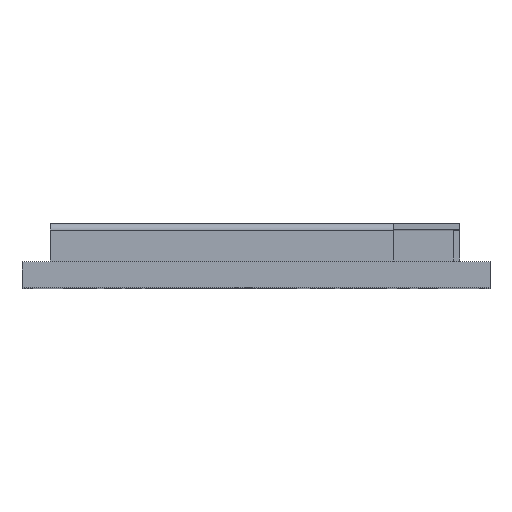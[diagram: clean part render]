
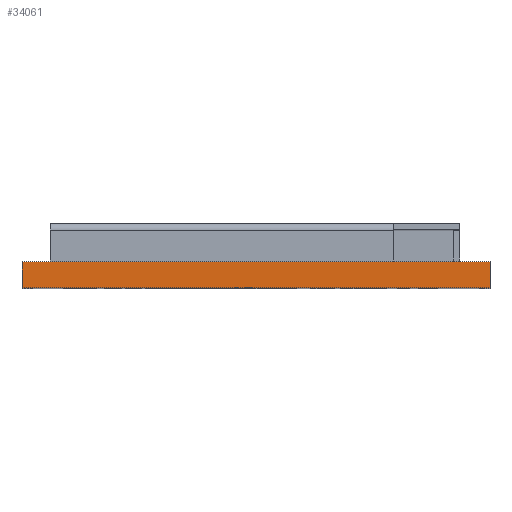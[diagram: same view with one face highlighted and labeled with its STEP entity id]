
A CAD part, top view. The second image highlights one B-rep face of the part: STEP entity #34061.
In plain terms, the highlighted planar face has unit normal (0, 0, 1).
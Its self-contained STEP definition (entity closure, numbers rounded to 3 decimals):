
#154 = PLANE('',#155);
#155 = AXIS2_PLACEMENT_3D('',#156,#157,#158);
#156 = CARTESIAN_POINT('',(-5.224,0.,-9.437));
#157 = DIRECTION('',(0.,1.,0.));
#158 = DIRECTION('',(0.,-0.,1.));
#270 = PLANE('',#271);
#271 = AXIS2_PLACEMENT_3D('',#272,#273,#274);
#272 = CARTESIAN_POINT('',(-5.224,0.8,-9.437));
#273 = DIRECTION('',(0.,1.,0.));
#274 = DIRECTION('',(0.,-0.,1.));
#17299 = PLANE('',#17300);
#17300 = AXIS2_PLACEMENT_3D('',#17301,#17302,#17303);
#17301 = CARTESIAN_POINT('',(-7.264,0.8,9.755));
#17302 = DIRECTION('',(1.,-0.,0.));
#17303 = DIRECTION('',(0.,0.,-1.));
#24201 = VERTEX_POINT('',#24202);
#24202 = CARTESIAN_POINT('',(-7.264,0.8,9.755));
#24223 = EDGE_CURVE('',#24201,#24224,#24226,.T.);
#24224 = VERTEX_POINT('',#24225);
#24225 = CARTESIAN_POINT('',(7.252,0.8,9.755));
#24226 = SURFACE_CURVE('',#24227,(#24231,#24238),.PCURVE_S1.);
#24227 = LINE('',#24228,#24229);
#24228 = CARTESIAN_POINT('',(-7.264,0.8,9.755));
#24229 = VECTOR('',#24230,1.);
#24230 = DIRECTION('',(1.,0.,0.));
#24231 = PCURVE('',#270,#24232);
#24232 = DEFINITIONAL_REPRESENTATION('',(#24233),#24237);
#24233 = LINE('',#24234,#24235);
#24234 = CARTESIAN_POINT('',(19.192,-2.04));
#24235 = VECTOR('',#24236,1.);
#24236 = DIRECTION('',(0.,1.));
#24237 = ( GEOMETRIC_REPRESENTATION_CONTEXT(2) 
PARAMETRIC_REPRESENTATION_CONTEXT() REPRESENTATION_CONTEXT('2D SPACE',''
  ) );
#24238 = PCURVE('',#24239,#24244);
#24239 = PLANE('',#24240);
#24240 = AXIS2_PLACEMENT_3D('',#24241,#24242,#24243);
#24241 = CARTESIAN_POINT('',(-7.264,0.8,9.755));
#24242 = DIRECTION('',(0.,0.,-1.));
#24243 = DIRECTION('',(-1.,0.,-0.));
#24244 = DEFINITIONAL_REPRESENTATION('',(#24245),#24249);
#24245 = LINE('',#24246,#24247);
#24246 = CARTESIAN_POINT('',(0.,0.));
#24247 = VECTOR('',#24248,1.);
#24248 = DIRECTION('',(-1.,0.));
#24249 = ( GEOMETRIC_REPRESENTATION_CONTEXT(2) 
PARAMETRIC_REPRESENTATION_CONTEXT() REPRESENTATION_CONTEXT('2D SPACE',''
  ) );
#24267 = PLANE('',#24268);
#24268 = AXIS2_PLACEMENT_3D('',#24269,#24270,#24271);
#24269 = CARTESIAN_POINT('',(7.252,0.8,9.755));
#24270 = DIRECTION('',(-1.,0.,0.));
#24271 = DIRECTION('',(0.,0.,1.));
#29169 = VERTEX_POINT('',#29170);
#29170 = CARTESIAN_POINT('',(7.252,0.,9.755));
#29191 = EDGE_CURVE('',#29192,#29169,#29194,.T.);
#29192 = VERTEX_POINT('',#29193);
#29193 = CARTESIAN_POINT('',(-7.264,0.,9.755));
#29194 = SURFACE_CURVE('',#29195,(#29199,#29206),.PCURVE_S1.);
#29195 = LINE('',#29196,#29197);
#29196 = CARTESIAN_POINT('',(-7.264,0.,9.755));
#29197 = VECTOR('',#29198,1.);
#29198 = DIRECTION('',(1.,0.,0.));
#29199 = PCURVE('',#154,#29200);
#29200 = DEFINITIONAL_REPRESENTATION('',(#29201),#29205);
#29201 = LINE('',#29202,#29203);
#29202 = CARTESIAN_POINT('',(19.192,-2.04));
#29203 = VECTOR('',#29204,1.);
#29204 = DIRECTION('',(0.,1.));
#29205 = ( GEOMETRIC_REPRESENTATION_CONTEXT(2) 
PARAMETRIC_REPRESENTATION_CONTEXT() REPRESENTATION_CONTEXT('2D SPACE',''
  ) );
#29206 = PCURVE('',#24239,#29207);
#29207 = DEFINITIONAL_REPRESENTATION('',(#29208),#29212);
#29208 = LINE('',#29209,#29210);
#29209 = CARTESIAN_POINT('',(-0.,-0.8));
#29210 = VECTOR('',#29211,1.);
#29211 = DIRECTION('',(-1.,0.));
#29212 = ( GEOMETRIC_REPRESENTATION_CONTEXT(2) 
PARAMETRIC_REPRESENTATION_CONTEXT() REPRESENTATION_CONTEXT('2D SPACE',''
  ) );
#34039 = EDGE_CURVE('',#24201,#29192,#34040,.T.);
#34040 = SURFACE_CURVE('',#34041,(#34045,#34052),.PCURVE_S1.);
#34041 = LINE('',#34042,#34043);
#34042 = CARTESIAN_POINT('',(-7.264,0.8,9.755));
#34043 = VECTOR('',#34044,1.);
#34044 = DIRECTION('',(-0.,-1.,-0.));
#34045 = PCURVE('',#17299,#34046);
#34046 = DEFINITIONAL_REPRESENTATION('',(#34047),#34051);
#34047 = LINE('',#34048,#34049);
#34048 = CARTESIAN_POINT('',(0.,0.));
#34049 = VECTOR('',#34050,1.);
#34050 = DIRECTION('',(0.,-1.));
#34051 = ( GEOMETRIC_REPRESENTATION_CONTEXT(2) 
PARAMETRIC_REPRESENTATION_CONTEXT() REPRESENTATION_CONTEXT('2D SPACE',''
  ) );
#34052 = PCURVE('',#24239,#34053);
#34053 = DEFINITIONAL_REPRESENTATION('',(#34054),#34058);
#34054 = LINE('',#34055,#34056);
#34055 = CARTESIAN_POINT('',(0.,0.));
#34056 = VECTOR('',#34057,1.);
#34057 = DIRECTION('',(0.,-1.));
#34058 = ( GEOMETRIC_REPRESENTATION_CONTEXT(2) 
PARAMETRIC_REPRESENTATION_CONTEXT() REPRESENTATION_CONTEXT('2D SPACE',''
  ) );
#34061 = ADVANCED_FACE('',(#34062),#24239,.F.);
#34062 = FACE_BOUND('',#34063,.T.);
#34063 = EDGE_LOOP('',(#34064,#34065,#34086,#34087));
#34064 = ORIENTED_EDGE('',*,*,#29191,.T.);
#34065 = ORIENTED_EDGE('',*,*,#34066,.F.);
#34066 = EDGE_CURVE('',#24224,#29169,#34067,.T.);
#34067 = SURFACE_CURVE('',#34068,(#34072,#34079),.PCURVE_S1.);
#34068 = LINE('',#34069,#34070);
#34069 = CARTESIAN_POINT('',(7.252,0.8,9.755));
#34070 = VECTOR('',#34071,1.);
#34071 = DIRECTION('',(-0.,-1.,-0.));
#34072 = PCURVE('',#24239,#34073);
#34073 = DEFINITIONAL_REPRESENTATION('',(#34074),#34078);
#34074 = LINE('',#34075,#34076);
#34075 = CARTESIAN_POINT('',(-14.516,0.));
#34076 = VECTOR('',#34077,1.);
#34077 = DIRECTION('',(0.,-1.));
#34078 = ( GEOMETRIC_REPRESENTATION_CONTEXT(2) 
PARAMETRIC_REPRESENTATION_CONTEXT() REPRESENTATION_CONTEXT('2D SPACE',''
  ) );
#34079 = PCURVE('',#24267,#34080);
#34080 = DEFINITIONAL_REPRESENTATION('',(#34081),#34085);
#34081 = LINE('',#34082,#34083);
#34082 = CARTESIAN_POINT('',(0.,0.));
#34083 = VECTOR('',#34084,1.);
#34084 = DIRECTION('',(0.,-1.));
#34085 = ( GEOMETRIC_REPRESENTATION_CONTEXT(2) 
PARAMETRIC_REPRESENTATION_CONTEXT() REPRESENTATION_CONTEXT('2D SPACE',''
  ) );
#34086 = ORIENTED_EDGE('',*,*,#24223,.F.);
#34087 = ORIENTED_EDGE('',*,*,#34039,.T.);
